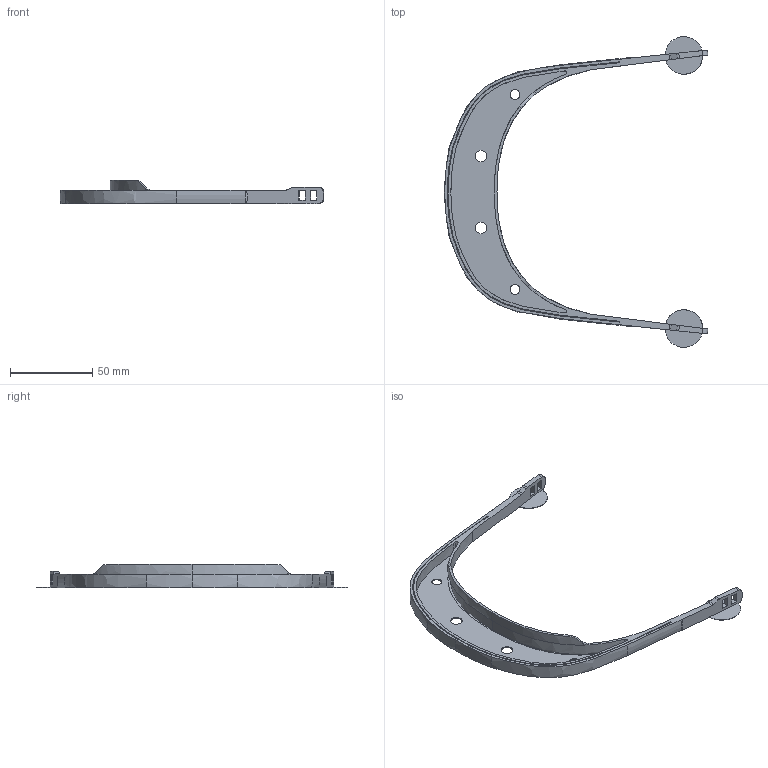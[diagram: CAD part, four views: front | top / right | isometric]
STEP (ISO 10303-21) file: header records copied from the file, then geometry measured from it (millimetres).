
FILE_DESCRIPTION( ( '' ), ' ' );
FILE_NAME( '5e7b7a95e99c2415c8c4bead.step', '2020-03-25T15:36:54', ( '' ), ( '' ), ' ', ' ', ' ' );
FILE_SCHEMA( ( 'AUTOMOTIVE_DESIGN { 1 0 10303 214 1 1 1 1 }' ) );
Length unit declared in the file: metre
Products named in the file (1): Part 2
Bounding box: 160.09 x 188.82 x 14 mm (x, y, z)
Surface area: 26617 mm2 (no closed solid volume)
Topology: 0 solids, 1 shells, 118 faces, 334 edges, 217 vertices
Faces by surface type: plane 52, bspline 24, cylinder 22, extrusion 16, offset 4
Full cylindrical faces by diameter (mm): 6 x2, 7.036 x2
Entity records: 7898 total; most frequent: CARTESIAN_POINT 4068, ORIENTED_EDGE 662, DIRECTION 450, EDGE_CURVE 331, VERTEX_POINT 217, VECTOR 210, LINE 188, EDGE_LOOP 142
